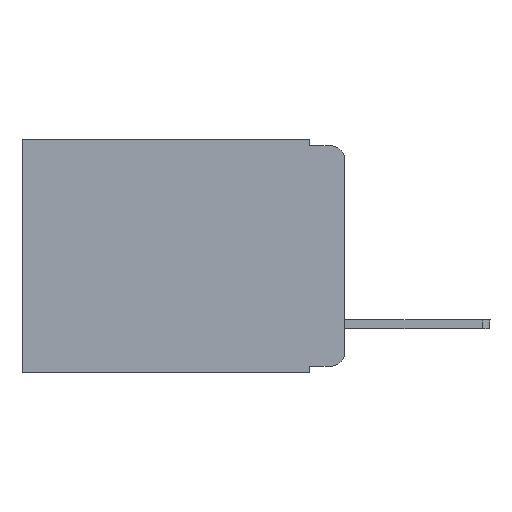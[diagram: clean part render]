
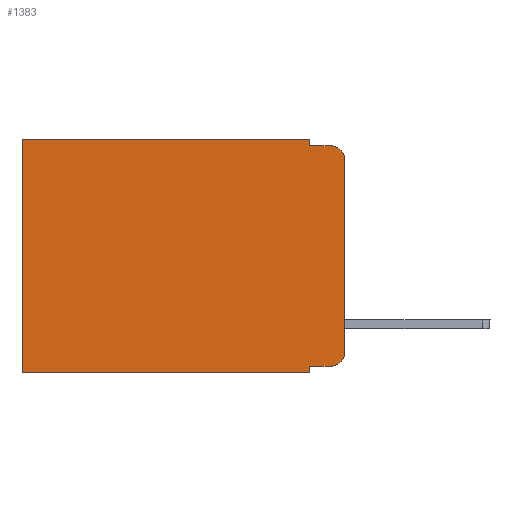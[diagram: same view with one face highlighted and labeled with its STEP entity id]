
A CAD part, left-side view. The second image highlights one B-rep face of the part: STEP entity #1383.
In plain terms, the highlighted planar face has unit normal (-1, 0, 0).
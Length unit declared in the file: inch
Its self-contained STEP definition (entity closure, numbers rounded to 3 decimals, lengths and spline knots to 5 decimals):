
#336 = CARTESIAN_POINT ( 'NONE',  ( 0.298, 0., -0.313 ) ) ;
#557 = ORIENTED_EDGE ( 'NONE', *, *, #14379, .F. ) ;
#583 = CARTESIAN_POINT ( 'NONE',  ( 0.298, 0.051, 0. ) ) ;
#623 = CARTESIAN_POINT ( 'NONE',  ( 0.298, 0., -0.343 ) ) ;
#849 = CARTESIAN_POINT ( 'NONE',  ( 0.298, 0.051, -0.333 ) ) ;
#980 = AXIS2_PLACEMENT_3D ( 'NONE', #13036, #14422, #4369 ) ;
#1383 = ADVANCED_FACE ( 'NONE', ( #6552 ), #11112, .F. ) ;
#1564 = CARTESIAN_POINT ( 'NONE',  ( 0.298, 0.02, -0.313 ) ) ;
#1656 = VERTEX_POINT ( 'NONE', #2787 ) ;
#1857 = VECTOR ( 'NONE', #12342, 39.37008 ) ;
#2064 = VERTEX_POINT ( 'NONE', #5203 ) ;
#2073 = CARTESIAN_POINT ( 'NONE',  ( 0.298, 0.051, 0. ) ) ;
#2136 = LINE ( 'NONE', #4257, #11643 ) ;
#2203 = CARTESIAN_POINT ( 'NONE',  ( 0.298, 0.02, -0.333 ) ) ;
#2247 = CARTESIAN_POINT ( 'NONE',  ( 0.298, 0.051, 0. ) ) ;
#2578 = ORIENTED_EDGE ( 'NONE', *, *, #5696, .F. ) ;
#2787 = CARTESIAN_POINT ( 'NONE',  ( 0.298, 0.02, -0.01 ) ) ;
#2900 = ORIENTED_EDGE ( 'NONE', *, *, #4300, .T. ) ;
#2909 = VECTOR ( 'NONE', #8726, 39.37008 ) ;
#3262 = DIRECTION ( 'NONE',  ( 0., 0., -1. ) ) ;
#3272 = EDGE_CURVE ( 'NONE', #3916, #10833, #11803, .T. ) ;
#3455 = DIRECTION ( 'NONE',  ( 1., 0., 0. ) ) ;
#3460 = VECTOR ( 'NONE', #3262, 39.37008 ) ;
#3768 = ORIENTED_EDGE ( 'NONE', *, *, #12058, .T. ) ;
#3916 = VERTEX_POINT ( 'NONE', #2247 ) ;
#3955 = VECTOR ( 'NONE', #5246, 39.37008 ) ;
#4002 = CIRCLE ( 'NONE', #980, 0.02 ) ;
#4257 = CARTESIAN_POINT ( 'NONE',  ( 0.298, 0.051, -0.01 ) ) ;
#4300 = EDGE_CURVE ( 'NONE', #4844, #10151, #13083, .T. ) ;
#4369 = DIRECTION ( 'NONE',  ( 0., 0., -1. ) ) ;
#4440 = LINE ( 'NONE', #7800, #3460 ) ;
#4481 = CARTESIAN_POINT ( 'NONE',  ( 0.298, 0., 0. ) ) ;
#4488 = AXIS2_PLACEMENT_3D ( 'NONE', #1564, #7206, #10400 ) ;
#4567 = VERTEX_POINT ( 'NONE', #10588 ) ;
#4844 = VERTEX_POINT ( 'NONE', #13542 ) ;
#5203 = CARTESIAN_POINT ( 'NONE',  ( 0.298, 0.473, -0.343 ) ) ;
#5230 = EDGE_CURVE ( 'NONE', #4844, #4567, #12126, .T. ) ;
#5246 = DIRECTION ( 'NONE',  ( 0., -1., 0. ) ) ;
#5696 = EDGE_CURVE ( 'NONE', #10833, #1656, #2136, .T. ) ;
#6048 = EDGE_CURVE ( 'NONE', #7594, #1656, #4002, .T. ) ;
#6341 = LINE ( 'NONE', #4481, #10921 ) ;
#6477 = DIRECTION ( 'NONE',  ( 0., 0., -1. ) ) ;
#6552 = FACE_OUTER_BOUND ( 'NONE', #8464, .T. ) ;
#6557 = LINE ( 'NONE', #623, #2909 ) ;
#6996 = AXIS2_PLACEMENT_3D ( 'NONE', #8999, #3455, #6477 ) ;
#7206 = DIRECTION ( 'NONE',  ( -1., 0., 0. ) ) ;
#7594 = VERTEX_POINT ( 'NONE', #13881 ) ;
#7684 = VERTEX_POINT ( 'NONE', #8801 ) ;
#7800 = CARTESIAN_POINT ( 'NONE',  ( 0.298, 0., 0. ) ) ;
#7818 = LINE ( 'NONE', #8903, #8099 ) ;
#7893 = VERTEX_POINT ( 'NONE', #336 ) ;
#8099 = VECTOR ( 'NONE', #12234, 39.37008 ) ;
#8104 = EDGE_CURVE ( 'NONE', #3916, #7684, #6341, .T. ) ;
#8464 = EDGE_LOOP ( 'NONE', ( #12385, #11344, #2578, #8563, #10333, #14425, #557, #12717, #2900, #3768 ) ) ;
#8527 = EDGE_CURVE ( 'NONE', #7684, #2064, #7818, .T. ) ;
#8563 = ORIENTED_EDGE ( 'NONE', *, *, #3272, .F. ) ;
#8726 = DIRECTION ( 'NONE',  ( 0., 1., 0. ) ) ;
#8801 = CARTESIAN_POINT ( 'NONE',  ( 0.298, 0.473, 0. ) ) ;
#8903 = CARTESIAN_POINT ( 'NONE',  ( 0.298, 0.473, 0. ) ) ;
#8999 = CARTESIAN_POINT ( 'NONE',  ( 0.298, 0., 0. ) ) ;
#9043 = EDGE_CURVE ( 'NONE', #7594, #7893, #4440, .T. ) ;
#10151 = VERTEX_POINT ( 'NONE', #2203 ) ;
#10333 = ORIENTED_EDGE ( 'NONE', *, *, #8104, .T. ) ;
#10400 = DIRECTION ( 'NONE',  ( 0., 0., -1. ) ) ;
#10588 = CARTESIAN_POINT ( 'NONE',  ( 0.298, 0.051, -0.343 ) ) ;
#10767 = DIRECTION ( 'NONE',  ( 0., 1., 0. ) ) ;
#10833 = VERTEX_POINT ( 'NONE', #12564 ) ;
#10921 = VECTOR ( 'NONE', #10767, 39.37008 ) ;
#11112 = PLANE ( 'NONE',  #6996 ) ;
#11217 = VECTOR ( 'NONE', #12963, 39.37008 ) ;
#11344 = ORIENTED_EDGE ( 'NONE', *, *, #6048, .T. ) ;
#11643 = VECTOR ( 'NONE', #12024, 39.37008 ) ;
#11803 = LINE ( 'NONE', #583, #11217 ) ;
#12024 = DIRECTION ( 'NONE',  ( 0., -1., 0. ) ) ;
#12058 = EDGE_CURVE ( 'NONE', #10151, #7893, #12369, .T. ) ;
#12126 = LINE ( 'NONE', #2073, #1857 ) ;
#12234 = DIRECTION ( 'NONE',  ( 0., 0., -1. ) ) ;
#12342 = DIRECTION ( 'NONE',  ( 0., 0., -1. ) ) ;
#12369 = CIRCLE ( 'NONE', #4488, 0.02 ) ;
#12385 = ORIENTED_EDGE ( 'NONE', *, *, #9043, .F. ) ;
#12564 = CARTESIAN_POINT ( 'NONE',  ( 0.298, 0.051, -0.01 ) ) ;
#12717 = ORIENTED_EDGE ( 'NONE', *, *, #5230, .F. ) ;
#12963 = DIRECTION ( 'NONE',  ( 0., 0., -1. ) ) ;
#13036 = CARTESIAN_POINT ( 'NONE',  ( 0.298, 0.02, -0.03 ) ) ;
#13083 = LINE ( 'NONE', #849, #3955 ) ;
#13542 = CARTESIAN_POINT ( 'NONE',  ( 0.298, 0.051, -0.333 ) ) ;
#13881 = CARTESIAN_POINT ( 'NONE',  ( 0.298, 0., -0.03 ) ) ;
#14379 = EDGE_CURVE ( 'NONE', #4567, #2064, #6557, .T. ) ;
#14422 = DIRECTION ( 'NONE',  ( -1., 0., 0. ) ) ;
#14425 = ORIENTED_EDGE ( 'NONE', *, *, #8527, .T. ) ;
